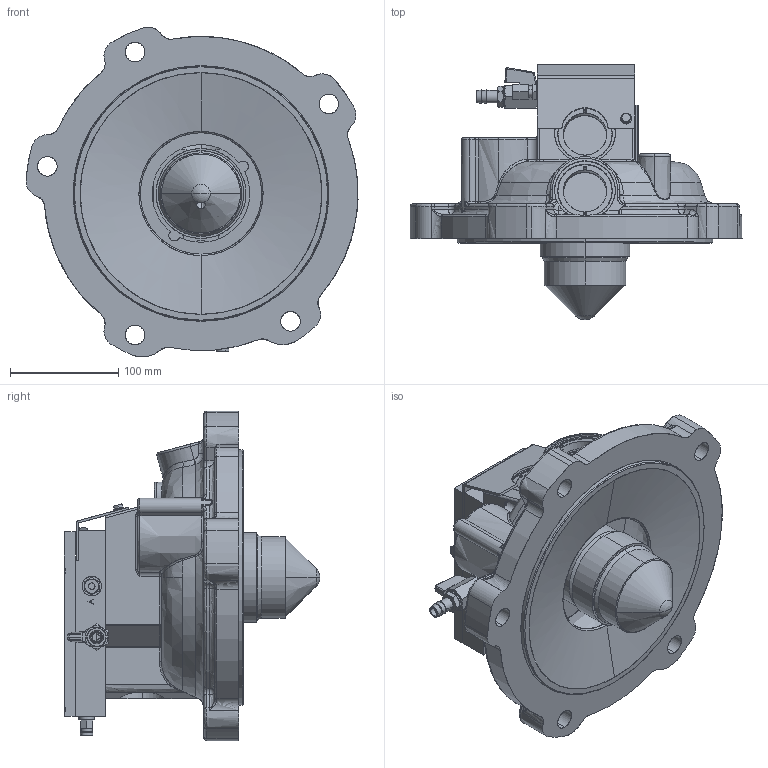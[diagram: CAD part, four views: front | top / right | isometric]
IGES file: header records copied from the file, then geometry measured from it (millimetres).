
Start section: SolidWorks IGES file using analytic representation for surfaces
Global section: file name: FH5-D_250719.IGS; native system: SolidWorks 2010; preprocessor: SolidWorks 2010; author: LarsenR; date: 130718.075552; units: millimetre
Bounding box: 306.37 x 236 x 304.34 mm (x, y, z)
Surface area: 381621.9 mm2 (no closed solid volume)
Topology: 0 solids, 0 shells, 882 faces, 14760 edges, 14737 vertices
Faces by surface type: bspline 531, revolution 351
